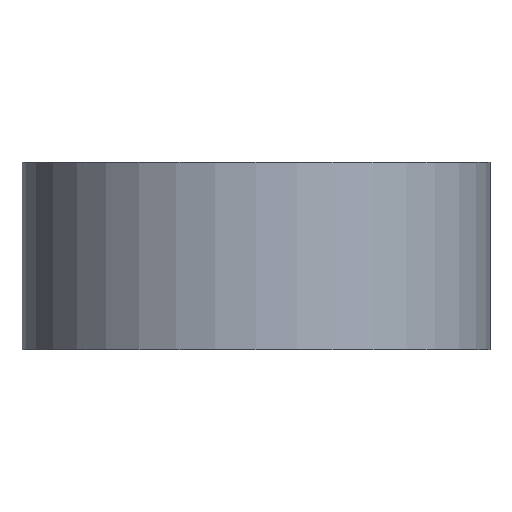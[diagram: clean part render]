
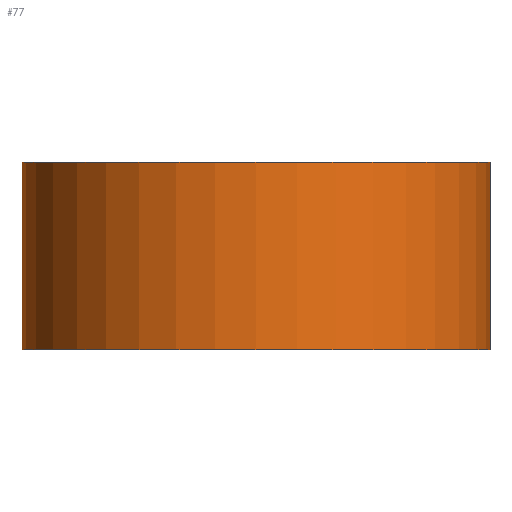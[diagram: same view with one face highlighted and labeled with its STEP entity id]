
A CAD part, front view. The second image highlights one B-rep face of the part: STEP entity #77.
In plain terms, the highlighted cylindrical face has radius 62.5 mm (diameter 125 mm), a partial arc.
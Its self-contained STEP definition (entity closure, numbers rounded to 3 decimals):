
#77=ADVANCED_FACE('',(#86),#87,.T.);
#86=FACE_OUTER_BOUND('',#100,.T.);
#87=CYLINDRICAL_SURFACE('',#101,62.5);
#100=EDGE_LOOP('',(#124,#125,#126,#127));
#101=AXIS2_PLACEMENT_3D('',#128,#129,#130);
#124=ORIENTED_EDGE('',*,*,#156,.T.);
#125=ORIENTED_EDGE('',*,*,#160,.T.);
#126=ORIENTED_EDGE('',*,*,#158,.T.);
#127=ORIENTED_EDGE('',*,*,#161,.T.);
#128=CARTESIAN_POINT('',(108.2,142.3,1000.0));
#129=DIRECTION('',(0.0,0.0,-1.0));
#130=DIRECTION('',(-1.0,0.0,0.0));
#156=EDGE_CURVE('',#172,#173,#174,.T.);
#158=EDGE_CURVE('',#177,#175,#178,.T.);
#160=EDGE_CURVE('',#173,#177,#180,.T.);
#161=EDGE_CURVE('',#175,#172,#181,.T.);
#172=VERTEX_POINT('',#194);
#173=VERTEX_POINT('',#195);
#174=LINE('',#196,#197);
#175=VERTEX_POINT('',#198);
#177=VERTEX_POINT('',#200);
#178=LINE('',#201,#202);
#180=CIRCLE('',#204,62.5);
#181=CIRCLE('',#205,62.5);
#194=CARTESIAN_POINT('',(45.7,142.3,1000.0));
#195=CARTESIAN_POINT('',(45.7,142.3,950.0));
#196=CARTESIAN_POINT('',(45.7,142.3,1000.0));
#197=VECTOR('',#216,1.0);
#198=CARTESIAN_POINT('',(170.7,142.3,1000.0));
#200=CARTESIAN_POINT('',(170.7,142.3,950.0));
#201=CARTESIAN_POINT('',(170.7,142.3,1000.0));
#202=VECTOR('',#220,1.0);
#204=AXIS2_PLACEMENT_3D('',#224,#225,#226);
#205=AXIS2_PLACEMENT_3D('',#227,#228,#229);
#216=DIRECTION('',(0.0,0.0,-1.0));
#220=DIRECTION('',(-0.0,-0.0,1.0));
#224=CARTESIAN_POINT('',(108.2,142.3,950.0));
#225=DIRECTION('',(0.0,0.0,1.0));
#226=DIRECTION('',(-1.0,0.0,0.0));
#227=CARTESIAN_POINT('',(108.2,142.3,1000.0));
#228=DIRECTION('',(0.0,0.0,-1.0));
#229=DIRECTION('',(-1.0,0.0,0.0));
